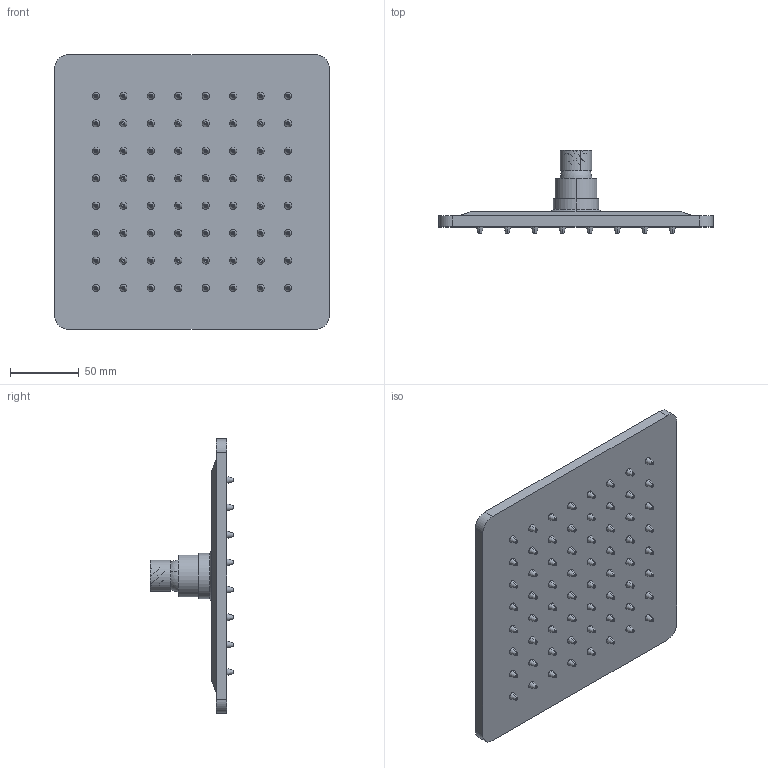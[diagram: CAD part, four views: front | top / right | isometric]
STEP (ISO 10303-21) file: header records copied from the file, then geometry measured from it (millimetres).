
FILE_DESCRIPTION (( 'STEP AP214' ), '1' );
FILE_NAME ('TO226.STEP', '2019-11-19T15:44:36', ( '' ), ( '' ), 'SwSTEP 2.0', 'SolidWorks 2019', '' );
FILE_SCHEMA (( 'AUTOMOTIVE_DESIGN' ));
Length unit declared in the file: millimetre
Products named in the file (3): TO223-TO228.MB_Slim Shower Head Joint_vs20219; TO226; TO223-TO228.MB_Slim Shower Head_v10718_200 x 8mm
Assembly tree (2 placements, depth 2):
  TO226
    TO223-TO228.MB_Slim Shower Head Joint_vs20219
    TO223-TO228.MB_Slim Shower Head_v10718_200 x 8mm
Bounding box: 200 x 61 x 200 mm (x, y, z)
Volume: 193984.3 mm3; surface area: 177138.7 mm2
Topology: 3 solids, 3 shells, 395 faces, 964 edges, 642 vertices
Faces by surface type: cylinder 168, cone 130, plane 91, sphere 4, bspline 2
Entity records: 17105 total; most frequent: CARTESIAN_POINT 3566, DIRECTION 2248, ORIENTED_EDGE 1910, EDGE_CURVE 955, AXIS2_PLACEMENT_3D 950, VERTEX_POINT 637, EDGE_LOOP 594, CIRCLE 552
